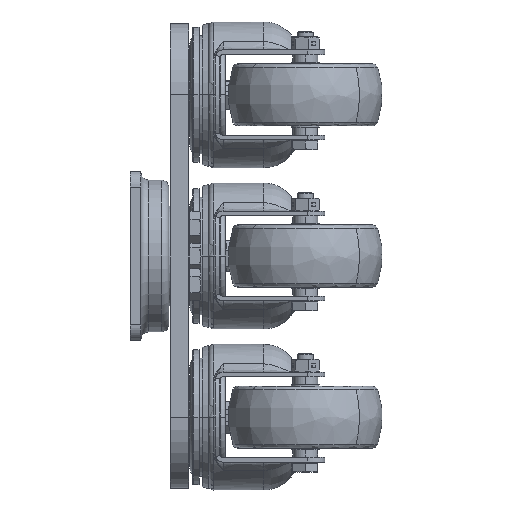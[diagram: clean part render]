
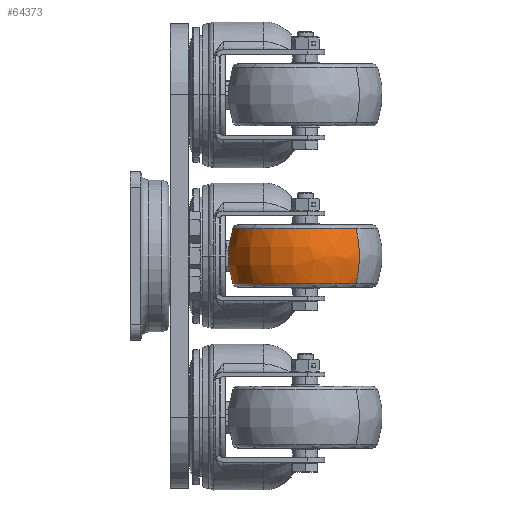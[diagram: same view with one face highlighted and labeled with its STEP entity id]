
A CAD part, left-side view. The second image highlights one B-rep face of the part: STEP entity #64373.
In plain terms, the highlighted free-form (B-spline) face has degree [3, 3] with [4, 4] control points.
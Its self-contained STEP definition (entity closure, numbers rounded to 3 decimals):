
#738 = CARTESIAN_POINT ( 'NONE',  ( 149.132, 12.552, -17.742 ) ) ;
#933 = CARTESIAN_POINT ( 'NONE',  ( 181., -87., -17.742 ) ) ;
#992 = CARTESIAN_POINT ( 'NONE',  ( 217.586, -51.277, 6.182 ) ) ;
#1035 = AXIS2_PLACEMENT_3D ( 'NONE', #59570, #13127, #71783 ) ;
#1097 = CARTESIAN_POINT ( 'NONE',  ( 147.553, -119.657, -17.742 ) ) ;
#1518 = AXIS2_PLACEMENT_3D ( 'NONE', #66705, #72542, #67192 ) ;
#5234 = EDGE_CURVE ( 'NONE', #73110, #37219, #65680, .T. ) ;
#6568 = CARTESIAN_POINT ( 'NONE',  ( 147.553, -119.657, -17.742 ) ) ;
#6606 = CARTESIAN_POINT ( 'NONE',  ( 181., -87., 0. ) ) ;
#6831 = CARTESIAN_POINT ( 'NONE',  ( 146.141, 21.895, 6.182 ) ) ;
#10699 = CARTESIAN_POINT ( 'NONE',  ( 214.447, -54.343, -17.742 ) ) ;
#11183 = CARTESIAN_POINT ( 'NONE',  ( 181., -87., 0. ) ) ;
#12226 = DIRECTION ( 'NONE',  ( 0., 0., 1. ) ) ;
#12501 = CIRCLE ( 'NONE', #35142, 50. ) ;
#12955 = CARTESIAN_POINT ( 'NONE',  ( 214.447, -54.343, 17.742 ) ) ;
#13127 = DIRECTION ( 'NONE',  ( 0., 0., 1. ) ) ;
#16464 = CARTESIAN_POINT ( 'NONE',  ( 148.343, -53.553, -17.742 ) ) ;
#16972 = CIRCLE ( 'NONE', #27547, 46.746 ) ;
#20091 = EDGE_CURVE ( 'NONE', #53680, #37219, #58260, .T. ) ;
#23902 = CARTESIAN_POINT ( 'NONE',  ( 82.238, -52.763, 17.742 ) ) ;
#24913 = CARTESIAN_POINT ( 'NONE',  ( 149.132, 12.552, 17.742 ) ) ;
#26314 = EDGE_CURVE ( 'NONE', #49047, #28314, #35133, .T. ) ;
#27547 = AXIS2_PLACEMENT_3D ( 'NONE', #65590, #42328, #54044 ) ;
#28314 = VERTEX_POINT ( 'NONE', #29012 ) ;
#28771 = DIRECTION ( 'NONE',  ( 0., 0., 1. ) ) ;
#29012 = CARTESIAN_POINT ( 'NONE',  ( 214.447, -54.343, 17.742 ) ) ;
#29768 = CARTESIAN_POINT ( 'NONE',  ( 146.141, 21.895, -6.182 ) ) ;
#30252 = CARTESIAN_POINT ( 'NONE',  ( 217.586, -51.277, -6.182 ) ) ;
#30520 = CARTESIAN_POINT ( 'NONE',  ( 72.969, -49.55, -6.182 ) ) ;
#31698 = DIRECTION ( 'NONE',  ( 0.716, 0.699, 0. ) ) ;
#33871 = ORIENTED_EDGE ( 'NONE', *, *, #26314, .T. ) ;
#34668 = CIRCLE ( 'NONE', #53938, 46.746 ) ;
#35133 = CIRCLE ( 'NONE', #1518, 46.746 ) ;
#35142 = AXIS2_PLACEMENT_3D ( 'NONE', #11183, #51985, #28771 ) ;
#35620 = ORIENTED_EDGE ( 'NONE', *, *, #5234, .T. ) ;
#35632 = CARTESIAN_POINT ( 'NONE',  ( 214.447, -54.343, -17.742 ) ) ;
#37219 = VERTEX_POINT ( 'NONE', #1097 ) ;
#38483 = ORIENTED_EDGE ( 'NONE', *, *, #71707, .T. ) ;
#41504 = CARTESIAN_POINT ( 'NONE',  ( 82.238, -52.763, -17.742 ) ) ;
#42034 = DIRECTION ( 'NONE',  ( 0.699, -0.716, 0. ) ) ;
#42328 = DIRECTION ( 'NONE',  ( 0., 0., -1. ) ) ;
#44261 =( BOUNDED_SURFACE ( )  B_SPLINE_SURFACE ( 3, 3, ( 
 ( #12955, #24913, #23902, #64757 ),
 ( #992, #6831, #65773, #53249 ),
 ( #30252, #29768, #30520, #70626 ),
 ( #35632, #738, #41504, #6568 ) ),
 .UNSPECIFIED., .F., .F., .F. ) 
 B_SPLINE_SURFACE_WITH_KNOTS ( ( 4, 4 ),
 ( 4, 4 ),
 ( 0., 1. ),
 ( 0., 1. ),
 .UNSPECIFIED. ) 
 GEOMETRIC_REPRESENTATION_ITEM ( )  RATIONAL_B_SPLINE_SURFACE ( (
 ( 1., 0.333, 0.333, 1.),
 ( 0.957, 0.319, 0.319, 0.957),
 ( 0.957, 0.319, 0.319, 0.957),
 ( 1., 0.333, 0.333, 1.) ) ) 
 REPRESENTATION_ITEM ( '' )  SURFACE ( )  );
#47836 = DIRECTION ( 'NONE',  ( 0., 0., 1. ) ) ;
#48075 = FACE_OUTER_BOUND ( 'NONE', #73591, .T. ) ;
#49047 = VERTEX_POINT ( 'NONE', #49713 ) ;
#49713 = CARTESIAN_POINT ( 'NONE',  ( 148.343, -53.553, 17.742 ) ) ;
#50912 = CARTESIAN_POINT ( 'NONE',  ( 147.553, -119.657, 17.742 ) ) ;
#51985 = DIRECTION ( 'NONE',  ( -0.699, 0.716, 0. ) ) ;
#52643 = AXIS2_PLACEMENT_3D ( 'NONE', #6606, #42034, #12226 ) ;
#52694 = ORIENTED_EDGE ( 'NONE', *, *, #69628, .T. ) ;
#53249 = CARTESIAN_POINT ( 'NONE',  ( 144.414, -122.723, 6.182 ) ) ;
#53680 = VERTEX_POINT ( 'NONE', #50912 ) ;
#53938 = AXIS2_PLACEMENT_3D ( 'NONE', #933, #47836, #31698 ) ;
#54044 = DIRECTION ( 'NONE',  ( 0.716, 0.699, 0. ) ) ;
#58260 = CIRCLE ( 'NONE', #52643, 50. ) ;
#59570 = CARTESIAN_POINT ( 'NONE',  ( 181., -87., -17.742 ) ) ;
#60782 = ORIENTED_EDGE ( 'NONE', *, *, #20091, .F. ) ;
#61298 = EDGE_CURVE ( 'NONE', #53680, #49047, #16972, .T. ) ;
#64373 = ADVANCED_FACE ( 'NONE', ( #48075 ), #44261, .T. ) ;
#64757 = CARTESIAN_POINT ( 'NONE',  ( 147.553, -119.657, 17.742 ) ) ;
#65590 = CARTESIAN_POINT ( 'NONE',  ( 181., -87., 17.742 ) ) ;
#65680 = CIRCLE ( 'NONE', #1035, 46.746 ) ;
#65773 = CARTESIAN_POINT ( 'NONE',  ( 72.969, -49.55, 6.182 ) ) ;
#66016 = ORIENTED_EDGE ( 'NONE', *, *, #61298, .T. ) ;
#66705 = CARTESIAN_POINT ( 'NONE',  ( 181., -87., 17.742 ) ) ;
#67192 = DIRECTION ( 'NONE',  ( 0.716, 0.699, 0. ) ) ;
#69628 = EDGE_CURVE ( 'NONE', #28314, #75727, #12501, .T. ) ;
#70626 = CARTESIAN_POINT ( 'NONE',  ( 144.414, -122.723, -6.182 ) ) ;
#71707 = EDGE_CURVE ( 'NONE', #75727, #73110, #34668, .T. ) ;
#71783 = DIRECTION ( 'NONE',  ( 0.716, 0.699, 0. ) ) ;
#72542 = DIRECTION ( 'NONE',  ( 0., 0., -1. ) ) ;
#73110 = VERTEX_POINT ( 'NONE', #16464 ) ;
#73591 = EDGE_LOOP ( 'NONE', ( #60782, #66016, #33871, #52694, #38483, #35620 ) ) ;
#75727 = VERTEX_POINT ( 'NONE', #10699 ) ;
